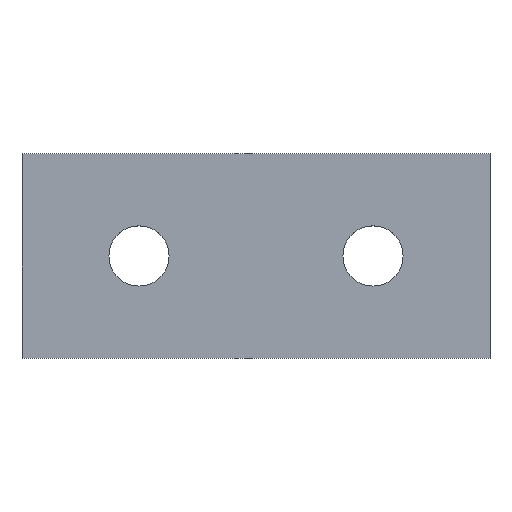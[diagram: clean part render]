
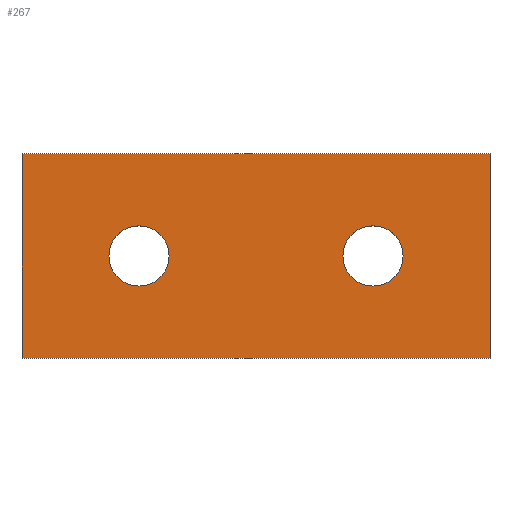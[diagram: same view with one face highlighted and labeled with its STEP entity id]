
A CAD part, top view. The second image highlights one B-rep face of the part: STEP entity #267.
In plain terms, the highlighted planar face has unit normal (0, 0, 1).
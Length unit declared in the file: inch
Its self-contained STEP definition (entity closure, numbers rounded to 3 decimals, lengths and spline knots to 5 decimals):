
#4 = VERTEX_POINT ( 'NONE', #355 ) ;
#8 = CARTESIAN_POINT ( 'NONE',  ( 1.6285, 0.4375, 0.09375 ) ) ;
#9 = VERTEX_POINT ( 'NONE', #117 ) ;
#14 = DIRECTION ( 'NONE',  ( 1., 0., 0. ) ) ;
#36 = CIRCLE ( 'NONE', #213, 0.1285 ) ;
#47 = CARTESIAN_POINT ( 'NONE',  ( 2., 0., 0.09375 ) ) ;
#48 = ORIENTED_EDGE ( 'NONE', *, *, #53, .T. ) ;
#52 = LINE ( 'NONE', #263, #161 ) ;
#53 = EDGE_CURVE ( 'NONE', #372, #294, #170, .T. ) ;
#56 = CIRCLE ( 'NONE', #243, 0.1285 ) ;
#57 = DIRECTION ( 'NONE',  ( 1., 0., 0. ) ) ;
#68 = DIRECTION ( 'NONE',  ( 1., 0., 0. ) ) ;
#69 = ORIENTED_EDGE ( 'NONE', *, *, #194, .F. ) ;
#74 = EDGE_CURVE ( 'NONE', #4, #287, #358, .T. ) ;
#77 = DIRECTION ( 'NONE',  ( 1., 0., 0. ) ) ;
#87 = AXIS2_PLACEMENT_3D ( 'NONE', #205, #339, #180 ) ;
#102 = CARTESIAN_POINT ( 'NONE',  ( 0.6285, 0.4375, 0.09375 ) ) ;
#103 = CARTESIAN_POINT ( 'NONE',  ( 2., 0.875, 0.09375 ) ) ;
#110 = VECTOR ( 'NONE', #57, 39.37008 ) ;
#116 = ORIENTED_EDGE ( 'NONE', *, *, #74, .T. ) ;
#117 = CARTESIAN_POINT ( 'NONE',  ( 0.3715, 0.4375, 0.09375 ) ) ;
#131 = ORIENTED_EDGE ( 'NONE', *, *, #202, .F. ) ;
#134 = DIRECTION ( 'NONE',  ( 0., 0., 1. ) ) ;
#136 = FACE_OUTER_BOUND ( 'NONE', #382, .T. ) ;
#138 = VERTEX_POINT ( 'NONE', #102 ) ;
#151 = CARTESIAN_POINT ( 'NONE',  ( 2., 0.875, 0.09375 ) ) ;
#153 = VERTEX_POINT ( 'NONE', #268 ) ;
#159 = VECTOR ( 'NONE', #208, 39.37008 ) ;
#161 = VECTOR ( 'NONE', #364, 39.37008 ) ;
#162 = EDGE_LOOP ( 'NONE', ( #252, #69 ) ) ;
#166 = ORIENTED_EDGE ( 'NONE', *, *, #251, .T. ) ;
#170 = LINE ( 'NONE', #379, #186 ) ;
#176 = EDGE_CURVE ( 'NONE', #138, #9, #369, .T. ) ;
#180 = DIRECTION ( 'NONE',  ( -1., 0., 0. ) ) ;
#183 = PLANE ( 'NONE',  #87 ) ;
#184 = CARTESIAN_POINT ( 'NONE',  ( 1.5, 0.4375, 0.09375 ) ) ;
#186 = VECTOR ( 'NONE', #323, 39.37008 ) ;
#194 = EDGE_CURVE ( 'NONE', #245, #153, #36, .T. ) ;
#198 = LINE ( 'NONE', #103, #159 ) ;
#202 = EDGE_CURVE ( 'NONE', #9, #138, #56, .T. ) ;
#205 = CARTESIAN_POINT ( 'NONE',  ( 0., 0., 0.09375 ) ) ;
#208 = DIRECTION ( 'NONE',  ( 0., 1., 0. ) ) ;
#212 = DIRECTION ( 'NONE',  ( 1., 0., 0. ) ) ;
#213 = AXIS2_PLACEMENT_3D ( 'NONE', #370, #277, #77 ) ;
#214 = ORIENTED_EDGE ( 'NONE', *, *, #176, .F. ) ;
#242 = DIRECTION ( 'NONE',  ( 0., 0., 1. ) ) ;
#243 = AXIS2_PLACEMENT_3D ( 'NONE', #362, #242, #68 ) ;
#245 = VERTEX_POINT ( 'NONE', #8 ) ;
#251 = EDGE_CURVE ( 'NONE', #287, #372, #198, .T. ) ;
#252 = ORIENTED_EDGE ( 'NONE', *, *, #282, .F. ) ;
#255 = AXIS2_PLACEMENT_3D ( 'NONE', #184, #134, #14 ) ;
#263 = CARTESIAN_POINT ( 'NONE',  ( 0., 0., 0.09375 ) ) ;
#267 = ADVANCED_FACE ( 'NONE', ( #377, #136, #276 ), #183, .F. ) ;
#268 = CARTESIAN_POINT ( 'NONE',  ( 1.3715, 0.4375, 0.09375 ) ) ;
#276 = FACE_BOUND ( 'NONE', #162, .T. ) ;
#277 = DIRECTION ( 'NONE',  ( 0., 0., 1. ) ) ;
#282 = EDGE_CURVE ( 'NONE', #153, #245, #354, .T. ) ;
#284 = DIRECTION ( 'NONE',  ( 0., 0., 1. ) ) ;
#287 = VERTEX_POINT ( 'NONE', #47 ) ;
#294 = VERTEX_POINT ( 'NONE', #300 ) ;
#300 = CARTESIAN_POINT ( 'NONE',  ( 0., 0.875, 0.09375 ) ) ;
#317 = CARTESIAN_POINT ( 'NONE',  ( 2., 0., 0.09375 ) ) ;
#320 = EDGE_LOOP ( 'NONE', ( #131, #214 ) ) ;
#323 = DIRECTION ( 'NONE',  ( -1., 0., 0. ) ) ;
#332 = ORIENTED_EDGE ( 'NONE', *, *, #340, .T. ) ;
#339 = DIRECTION ( 'NONE',  ( 0., 0., -1. ) ) ;
#340 = EDGE_CURVE ( 'NONE', #294, #4, #52, .T. ) ;
#353 = AXIS2_PLACEMENT_3D ( 'NONE', #356, #284, #212 ) ;
#354 = CIRCLE ( 'NONE', #255, 0.1285 ) ;
#355 = CARTESIAN_POINT ( 'NONE',  ( 0., 0., 0.09375 ) ) ;
#356 = CARTESIAN_POINT ( 'NONE',  ( 0.5, 0.4375, 0.09375 ) ) ;
#358 = LINE ( 'NONE', #317, #110 ) ;
#362 = CARTESIAN_POINT ( 'NONE',  ( 0.5, 0.4375, 0.09375 ) ) ;
#364 = DIRECTION ( 'NONE',  ( 0., -1., 0. ) ) ;
#369 = CIRCLE ( 'NONE', #353, 0.1285 ) ;
#370 = CARTESIAN_POINT ( 'NONE',  ( 1.5, 0.4375, 0.09375 ) ) ;
#372 = VERTEX_POINT ( 'NONE', #151 ) ;
#377 = FACE_BOUND ( 'NONE', #320, .T. ) ;
#379 = CARTESIAN_POINT ( 'NONE',  ( 2., 0.875, 0.09375 ) ) ;
#382 = EDGE_LOOP ( 'NONE', ( #116, #166, #48, #332 ) ) ;
